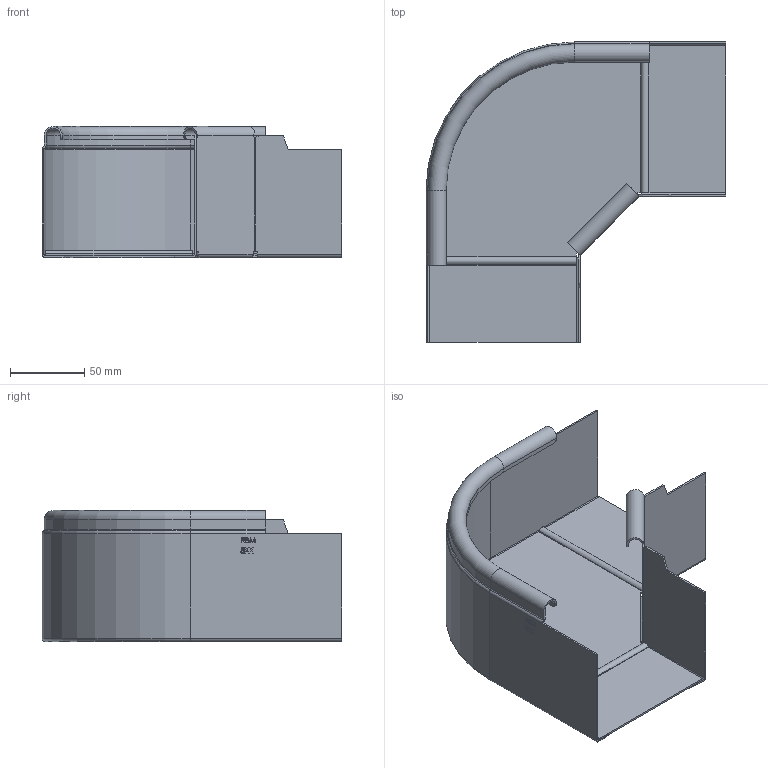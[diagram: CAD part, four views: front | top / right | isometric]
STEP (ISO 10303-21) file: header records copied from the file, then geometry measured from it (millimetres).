
FILE_DESCRIPTION((''),'2;1');
FILE_NAME('6041490_ASM','2013-10-16T',('AndreasKeweloh'),(''),'PRO/ENGINEER BY PARAMETRIC TECHNOLOGY CORPORATION, 2012360','PRO/ENGINEER BY PARAMETRIC TECHNOLOGY CORPORATION, 2012360','');
FILE_SCHEMA(('CONFIG_CONTROL_DESIGN'));
Length unit declared in the file: millimetre
Products named in the file (5): 041521_AUSSENHOLM_810; 033200_BODENBLECH_100; 033219_INNENHOLM_85; RBM_90_810_ASM; 6041490_ASM
Assembly tree (4 placements, depth 3):
  6041490_ASM
    RBM_90_810_ASM
      041521_AUSSENHOLM_810
      033200_BODENBLECH_100
      033219_INNENHOLM_85
Bounding box: 201.35 x 201.35 x 88 mm (x, y, z)
Volume: 103860.4 mm3; surface area: 169079.8 mm2
Topology: 3 solids, 3 shells, 377 faces, 956 edges, 610 vertices
Faces by surface type: plane 231, cylinder 70, extrusion 60, torus 8, bspline 8
Entity records: 14294 total; most frequent: CARTESIAN_POINT 5262, ORIENTED_EDGE 1912, DIRECTION 1666, EDGE_CURVE 956, VECTOR 740, LINE 680, VERTEX_POINT 610, AXIS2_PLACEMENT_3D 463
